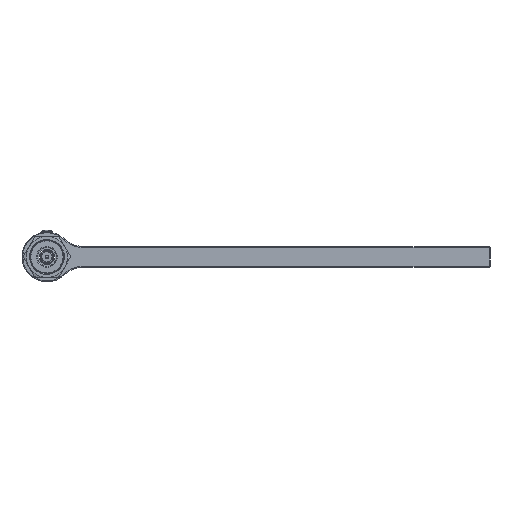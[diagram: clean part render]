
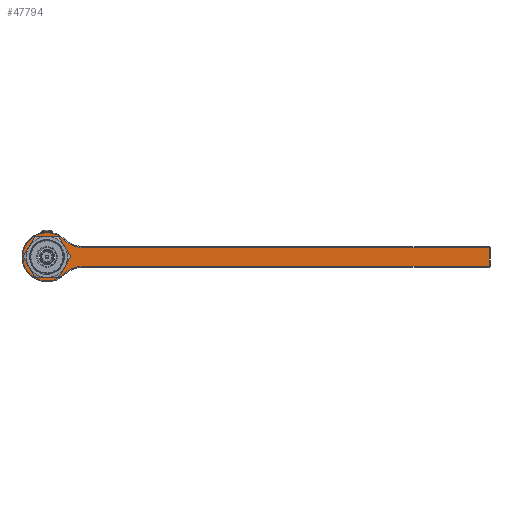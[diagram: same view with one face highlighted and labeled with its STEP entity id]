
A CAD part, left-side view. The second image highlights one B-rep face of the part: STEP entity #47794.
In plain terms, the highlighted planar face has unit normal (-1, 0, 0).
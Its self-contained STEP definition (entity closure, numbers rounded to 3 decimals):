
#47398=CARTESIAN_POINT('',(-3.819,0.,0.));
#47399=DIRECTION('',(-1.,0.,0.));
#47400=DIRECTION('',(0.,1.,0.));
#47401=AXIS2_PLACEMENT_3D('',#47398,#47399,#47400);
#47403=CARTESIAN_POINT('',(-3.819,0.,0.));
#47404=DIRECTION('',(-1.,0.,0.));
#47405=DIRECTION('',(0.,-1.,0.));
#47406=AXIS2_PLACEMENT_3D('',#47403,#47404,#47405);
#47408=DIRECTION('',(0.,-1.,0.));
#47409=VECTOR('',#47408,14.744);
#47410=CARTESIAN_POINT('',(-3.819,-1.32,0.345));
#47411=LINE('',#47410,#47409);
#47412=DIRECTION('',(0.,0.,1.));
#47413=VECTOR('',#47412,0.69);
#47414=CARTESIAN_POINT('',(-3.819,-16.064,-0.345));
#47415=LINE('',#47414,#47413);
#47567=CARTESIAN_POINT('',(-3.819,-0.607,0.632));
#47568=CARTESIAN_POINT('',(-3.819,-0.561,0.675));
#47569=CARTESIAN_POINT('',(-3.819,-0.464,0.751));
#47570=CARTESIAN_POINT('',(-3.819,-0.294,0.832));
#47571=CARTESIAN_POINT('',(-3.819,-0.112,0.875));
#47572=CARTESIAN_POINT('',(-3.819,0.074,0.879));
#47573=CARTESIAN_POINT('',(-3.819,0.258,0.844));
#47574=CARTESIAN_POINT('',(-3.819,0.43,0.771));
#47575=CARTESIAN_POINT('',(-3.819,0.583,0.663));
#47576=CARTESIAN_POINT('',(-3.819,0.709,0.525));
#47577=CARTESIAN_POINT('',(-3.819,0.804,0.364));
#47578=CARTESIAN_POINT('',(-3.819,0.863,0.186));
#47579=CARTESIAN_POINT('',(-3.819,0.883,0.));
#47580=CARTESIAN_POINT('',(-3.819,0.863,-0.186));
#47581=CARTESIAN_POINT('',(-3.819,0.804,-0.364));
#47582=CARTESIAN_POINT('',(-3.819,0.71,-0.525));
#47583=CARTESIAN_POINT('',(-3.819,0.583,-0.663));
#47584=CARTESIAN_POINT('',(-3.819,0.43,-0.771));
#47585=CARTESIAN_POINT('',(-3.819,0.258,-0.844));
#47586=CARTESIAN_POINT('',(-3.819,0.075,-0.879));
#47587=CARTESIAN_POINT('',(-3.819,-0.112,-0.875));
#47588=CARTESIAN_POINT('',(-3.819,-0.294,-0.832));
#47589=CARTESIAN_POINT('',(-3.819,-0.464,-0.751));
#47590=CARTESIAN_POINT('',(-3.819,-0.561,-0.676));
#47591=CARTESIAN_POINT('',(-3.819,-0.607,-0.632));
#47603=CARTESIAN_POINT('',(-3.819,-1.32,-1.375));
#47604=DIRECTION('',(1.,0.,0.));
#47605=DIRECTION('',(0.,0.693,0.721));
#47606=AXIS2_PLACEMENT_3D('',#47603,#47604,#47605);
#47632=DIRECTION('',(0.,-1.,0.));
#47633=VECTOR('',#47632,14.744);
#47634=CARTESIAN_POINT('',(-3.819,-1.32,-0.345));
#47635=LINE('',#47634,#47633);
#47692=CARTESIAN_POINT('',(-3.819,-1.32,1.375));
#47693=DIRECTION('',(1.,0.,0.));
#47694=DIRECTION('',(0.,0.,-1.));
#47695=AXIS2_PLACEMENT_3D('',#47692,#47693,#47694);
#47722=CARTESIAN_POINT('',(-3.819,-0.607,-0.632));
#47723=CARTESIAN_POINT('',(-3.819,-1.32,-0.345));
#47724=VERTEX_POINT('',#47722);
#47725=VERTEX_POINT('',#47723);
#47730=VERTEX_POINT('',#47567);
#47733=CARTESIAN_POINT('',(-3.819,-1.32,0.345));
#47734=VERTEX_POINT('',#47733);
#47751=CARTESIAN_POINT('',(-3.819,-16.064,-0.345));
#47752=VERTEX_POINT('',#47751);
#47753=CARTESIAN_POINT('',(-3.819,-16.064,0.345));
#47754=VERTEX_POINT('',#47753);
#47765=CARTESIAN_POINT('',(-3.819,-0.69,0.));
#47766=CARTESIAN_POINT('',(-3.819,0.69,0.));
#47767=VERTEX_POINT('',#47765);
#47768=VERTEX_POINT('',#47766);
#47769=CARTESIAN_POINT('',(-3.819,0.,0.));
#47770=DIRECTION('',(1.,0.,0.));
#47771=DIRECTION('',(0.,-1.,0.));
#47772=AXIS2_PLACEMENT_3D('',#47769,#47770,#47771);
#47773=PLANE('',#47772);
#47775=ORIENTED_EDGE('',*,*,#47774,.F.);
#47777=ORIENTED_EDGE('',*,*,#47776,.F.);
#47779=ORIENTED_EDGE('',*,*,#47778,.F.);
#47781=ORIENTED_EDGE('',*,*,#47780,.F.);
#47783=ORIENTED_EDGE('',*,*,#47782,.F.);
#47785=ORIENTED_EDGE('',*,*,#47784,.T.);
#47786=EDGE_LOOP('',(#47775,#47777,#47779,#47781,#47783,#47785));
#47787=FACE_OUTER_BOUND('',#47786,.F.);
#47789=ORIENTED_EDGE('',*,*,#47788,.T.);
#47791=ORIENTED_EDGE('',*,*,#47790,.T.);
#47792=EDGE_LOOP('',(#47789,#47791));
#47793=FACE_BOUND('',#47792,.F.);
#47794=ADVANCED_FACE('',(#47787,#47793),#47773,.F.);
#47402=CIRCLE('',#47401,0.69);
#47407=CIRCLE('',#47406,0.69);
#47592=B_SPLINE_CURVE_WITH_KNOTS('',3,(#47567,#47568,#47569,#47570,#47571,
#47572,#47573,#47574,#47575,#47576,#47577,#47578,#47579,#47580,#47581,#47582,
#47583,#47584,#47585,#47586,#47587,#47588,#47589,#47590,#47591),.UNSPECIFIED.,
.F.,.F.,(4,1,1,1,1,1,1,1,1,1,1,1,1,1,1,1,1,1,1,1,1,1,4),(0.,0.045,
0.091,0.136,0.182,0.227,
0.273,0.318,0.364,0.409,
0.455,0.5,0.545,0.591,0.636,
0.682,0.727,0.773,0.818,
0.864,0.909,0.955,1.),.UNSPECIFIED.);
#47607=CIRCLE('',#47606,1.03);
#47696=CIRCLE('',#47695,1.03);
#47774=EDGE_CURVE('',#47752,#47754,#47415,.T.);
#47776=EDGE_CURVE('',#47725,#47752,#47635,.T.);
#47778=EDGE_CURVE('',#47724,#47725,#47607,.T.);
#47780=EDGE_CURVE('',#47730,#47724,#47592,.T.);
#47782=EDGE_CURVE('',#47734,#47730,#47696,.T.);
#47784=EDGE_CURVE('',#47734,#47754,#47411,.T.);
#47788=EDGE_CURVE('',#47768,#47767,#47402,.T.);
#47790=EDGE_CURVE('',#47767,#47768,#47407,.T.);
